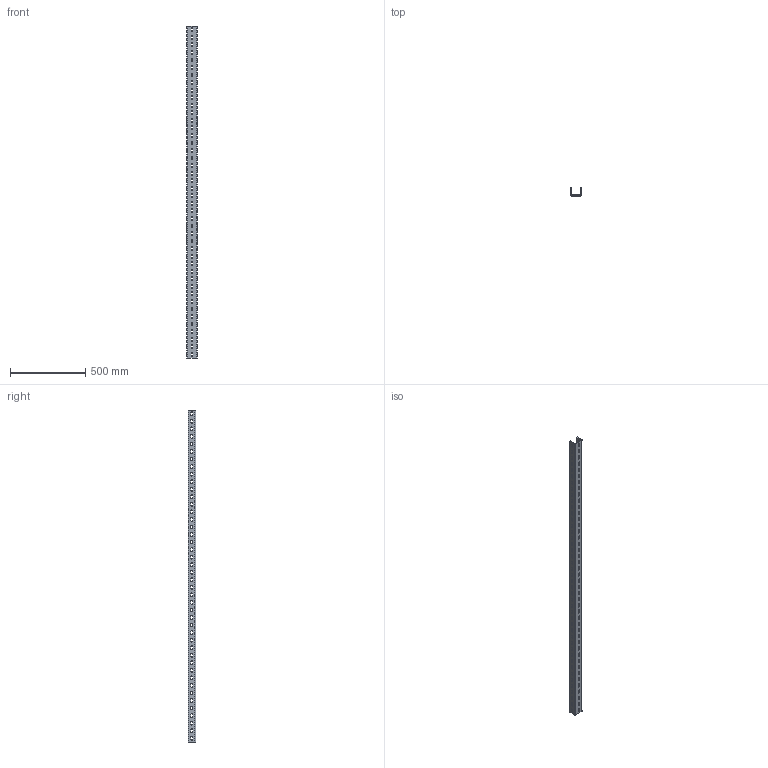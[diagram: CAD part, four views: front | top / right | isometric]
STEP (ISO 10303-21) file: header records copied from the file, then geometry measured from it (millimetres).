
FILE_DESCRIPTION (( 'STEP AP214' ), '1' );
FILE_NAME ('Äåòàë2200.STEP', '2023-04-03T09:00:59', ( '' ), ( '' ), 'SwSTEP 2.0', 'SolidWorks 2022', '' );
FILE_SCHEMA (( 'AUTOMOTIVE_DESIGN' ));
Length unit declared in the file: millimetre
Products named in the file (1): Детал2200
Bounding box: 70 x 50 x 2200 mm (x, y, z)
Volume: 1248088.7 mm3; surface area: 676847.4 mm2
Topology: 1 solids, 1 shells, 674 faces, 2016 edges, 1344 vertices
Faces by surface type: cylinder 400, plane 274
Entity records: 23562 total; most frequent: DIRECTION 4166, CARTESIAN_POINT 4035, ORIENTED_EDGE 4032, EDGE_CURVE 2016, AXIS2_PLACEMENT_3D 1475, VERTEX_POINT 1344, LINE 1216, VECTOR 1216
